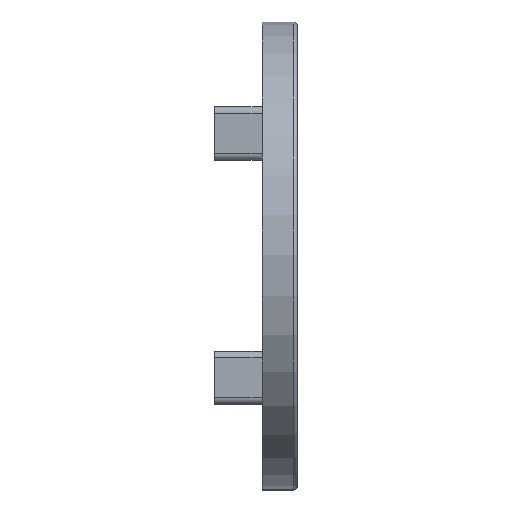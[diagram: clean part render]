
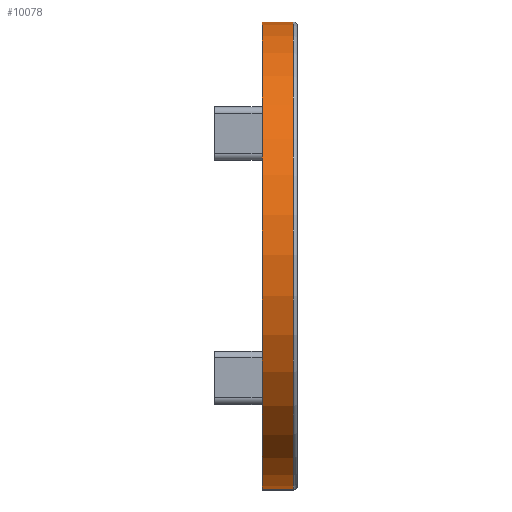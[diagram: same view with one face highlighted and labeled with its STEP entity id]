
A CAD part, top view. The second image highlights one B-rep face of the part: STEP entity #10078.
In plain terms, the highlighted cylindrical face has radius 17.25 mm (diameter 34.5 mm), a partial arc.
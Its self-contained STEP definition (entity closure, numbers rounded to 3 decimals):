
#156 = VECTOR ( 'NONE', #14567, 1000. ) ;
#813 = DIRECTION ( 'NONE',  ( 0., 0., 1. ) ) ;
#878 = LINE ( 'NONE', #13044, #14787 ) ;
#1240 = CARTESIAN_POINT ( 'NONE',  ( 0., 17.25, 20.25 ) ) ;
#1698 = VERTEX_POINT ( 'NONE', #22519 ) ;
#2531 = DIRECTION ( 'NONE',  ( 0., 0., -1. ) ) ;
#2580 = ORIENTED_EDGE ( 'NONE', *, *, #6495, .F. ) ;
#6495 = EDGE_CURVE ( 'NONE', #9808, #1698, #878, .T. ) ;
#7234 = DIRECTION ( 'NONE',  ( -1., 0., 0. ) ) ;
#7801 = LINE ( 'NONE', #9237, #156 ) ;
#9237 = CARTESIAN_POINT ( 'NONE',  ( 2.6, 17.25, 20.25 ) ) ;
#9467 = EDGE_CURVE ( 'NONE', #12326, #1698, #11467, .T. ) ;
#9808 = VERTEX_POINT ( 'NONE', #13762 ) ;
#10078 = ADVANCED_FACE ( 'NONE', ( #15510 ), #20146, .T. ) ;
#11269 = CARTESIAN_POINT ( 'NONE',  ( 2.3, 17.25, 20.25 ) ) ;
#11467 = CIRCLE ( 'NONE', #19044, 17.25 ) ;
#11776 = ORIENTED_EDGE ( 'NONE', *, *, #19434, .T. ) ;
#11866 = CARTESIAN_POINT ( 'NONE',  ( 0., 0., 20.25 ) ) ;
#12326 = VERTEX_POINT ( 'NONE', #1240 ) ;
#12465 = CIRCLE ( 'NONE', #16235, 17.25 ) ;
#13044 = CARTESIAN_POINT ( 'NONE',  ( 2.6, -17.25, 20.25 ) ) ;
#13746 = CARTESIAN_POINT ( 'NONE',  ( 2.3, 0., 20.25 ) ) ;
#13762 = CARTESIAN_POINT ( 'NONE',  ( 2.3, -17.25, 20.25 ) ) ;
#13991 = ORIENTED_EDGE ( 'NONE', *, *, #17721, .T. ) ;
#14467 = VERTEX_POINT ( 'NONE', #11269 ) ;
#14567 = DIRECTION ( 'NONE',  ( -1., 0., 0. ) ) ;
#14787 = VECTOR ( 'NONE', #7234, 1000. ) ;
#15510 = FACE_OUTER_BOUND ( 'NONE', #18429, .T. ) ;
#15709 = AXIS2_PLACEMENT_3D ( 'NONE', #21282, #16533, #813 ) ;
#16235 = AXIS2_PLACEMENT_3D ( 'NONE', #13746, #16737, #2531 ) ;
#16533 = DIRECTION ( 'NONE',  ( -1., 0., 0. ) ) ;
#16737 = DIRECTION ( 'NONE',  ( -1., 0., 0. ) ) ;
#17721 = EDGE_CURVE ( 'NONE', #9808, #14467, #12465, .T. ) ;
#18429 = EDGE_LOOP ( 'NONE', ( #2580, #13991, #11776, #21472 ) ) ;
#18983 = DIRECTION ( 'NONE',  ( 0., 0., -1. ) ) ;
#19044 = AXIS2_PLACEMENT_3D ( 'NONE', #11866, #19067, #18983 ) ;
#19067 = DIRECTION ( 'NONE',  ( 1., 0., 0. ) ) ;
#19434 = EDGE_CURVE ( 'NONE', #14467, #12326, #7801, .T. ) ;
#20146 = CYLINDRICAL_SURFACE ( 'NONE', #15709, 17.25 ) ;
#21282 = CARTESIAN_POINT ( 'NONE',  ( 2.6, 0., 20.25 ) ) ;
#21472 = ORIENTED_EDGE ( 'NONE', *, *, #9467, .T. ) ;
#22519 = CARTESIAN_POINT ( 'NONE',  ( 0., -17.25, 20.25 ) ) ;
